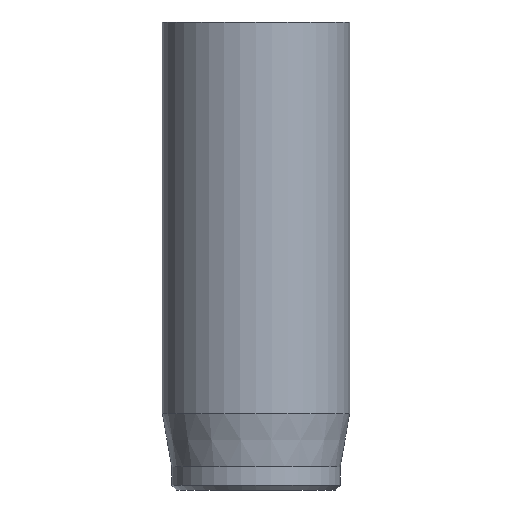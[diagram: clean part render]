
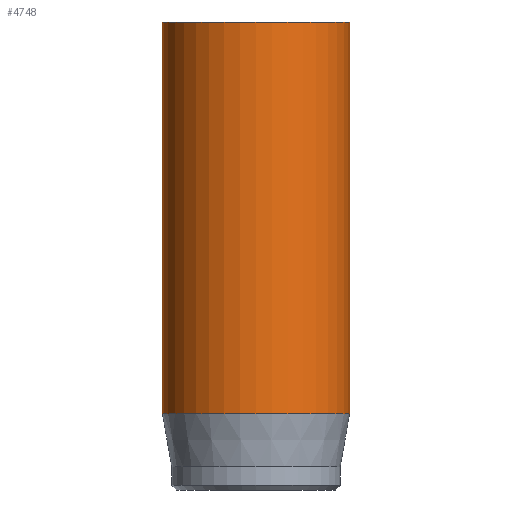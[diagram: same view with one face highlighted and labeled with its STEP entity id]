
A CAD part, front view. The second image highlights one B-rep face of the part: STEP entity #4748.
In plain terms, the highlighted cylindrical face has radius 4 mm (diameter 8 mm), a full revolution.
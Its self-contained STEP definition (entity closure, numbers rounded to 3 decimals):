
#32=CYLINDRICAL_SURFACE('',#4920,4.);
#47=CIRCLE('',#4887,4.);
#63=CIRCLE('',#4918,4.);
#64=CIRCLE('',#4919,4.);
#836=FACE_OUTER_BOUND('',#1117,.T.);
#1117=EDGE_LOOP('',(#4325,#4326,#4327,#4328,#4329));
#1454=LINE('',#9117,#1799);
#1799=VECTOR('',#5470,4.);
#2252=VERTEX_POINT('',#9056);
#2268=VERTEX_POINT('',#9111);
#2269=VERTEX_POINT('',#9112);
#2935=EDGE_CURVE('',#2252,#2252,#47,.T.);
#2959=EDGE_CURVE('',#2268,#2269,#63,.T.);
#2960=EDGE_CURVE('',#2269,#2268,#64,.T.);
#2962=EDGE_CURVE('',#2252,#2268,#1454,.T.);
#4325=ORIENTED_EDGE('',*,*,#2935,.T.);
#4326=ORIENTED_EDGE('',*,*,#2962,.T.);
#4327=ORIENTED_EDGE('',*,*,#2959,.T.);
#4328=ORIENTED_EDGE('',*,*,#2960,.T.);
#4329=ORIENTED_EDGE('',*,*,#2962,.F.);
#4748=ADVANCED_FACE('',(#836),#32,.T.);
#4887=AXIS2_PLACEMENT_3D('',#9057,#5393,#5394);
#4918=AXIS2_PLACEMENT_3D('',#9113,#5463,#5464);
#4919=AXIS2_PLACEMENT_3D('',#9114,#5465,#5466);
#4920=AXIS2_PLACEMENT_3D('',#9116,#5468,#5469);
#5393=DIRECTION('center_axis',(0.,0.,-1.));
#5394=DIRECTION('ref_axis',(-1.,0.,0.));
#5463=DIRECTION('center_axis',(0.,0.,1.));
#5464=DIRECTION('ref_axis',(-1.,0.,0.));
#5465=DIRECTION('center_axis',(0.,0.,1.));
#5466=DIRECTION('ref_axis',(-1.,0.,0.));
#5468=DIRECTION('center_axis',(0.,0.,1.));
#5469=DIRECTION('ref_axis',(-1.,0.,0.));
#5470=DIRECTION('',(0.,0.,-1.));
#9056=CARTESIAN_POINT('',(4.,0.,20.));
#9057=CARTESIAN_POINT('Origin',(0.,0.,20.));
#9111=CARTESIAN_POINT('',(4.,0.,3.269));
#9112=CARTESIAN_POINT('',(-4.,0.,3.269));
#9113=CARTESIAN_POINT('Origin',(0.,0.,3.269));
#9114=CARTESIAN_POINT('Origin',(0.,0.,3.269));
#9116=CARTESIAN_POINT('Origin',(0.,0.,0.));
#9117=CARTESIAN_POINT('',(4.,0.,0.));
